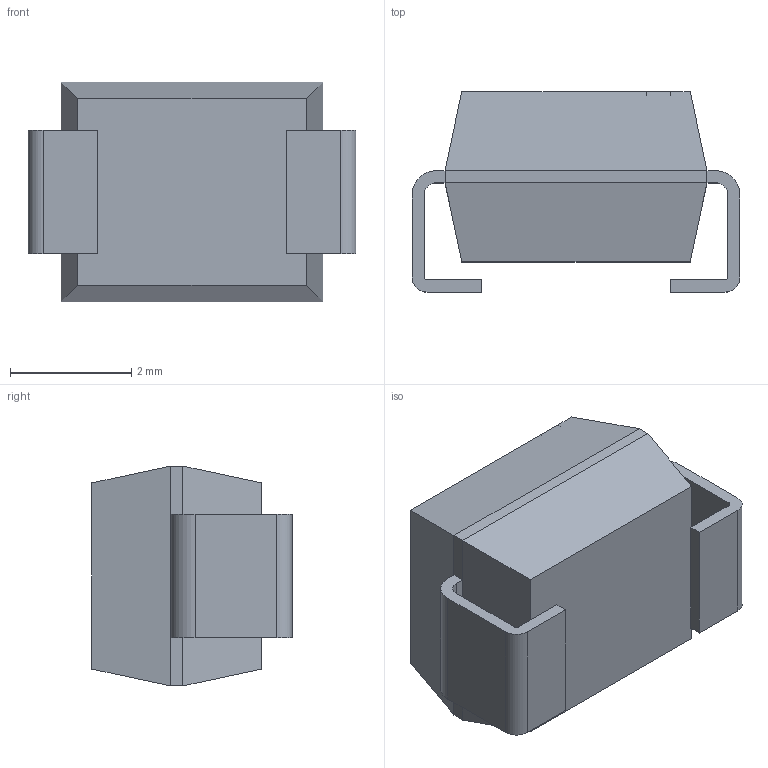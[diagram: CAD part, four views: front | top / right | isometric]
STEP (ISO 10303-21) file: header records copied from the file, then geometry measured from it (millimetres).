
FILE_DESCRIPTION (( 'STEP AP214' ), '1' );
FILE_NAME ('LSM115JE3_TR13.STEP', '2024-02-13T15:37:11', ( 'LENOVO' ), ( '' ), 'SwSTEP 2.0', 'SolidWorks 2021', '' );
FILE_SCHEMA (( 'AUTOMOTIVE_DESIGN' ));
Length unit declared in the file: millimetre
Products named in the file (1): LSM115JE3_TR13
Bounding box: 5.4 x 3.3 x 3.62 mm (x, y, z)
Volume: 40.8 mm3; surface area: 98.5 mm2
Topology: 4 solids, 4 shells, 54 faces, 126 edges, 80 vertices
Faces by surface type: plane 46, cylinder 8
Entity records: 1571 total; most frequent: CARTESIAN_POINT 261, ORIENTED_EDGE 252, DIRECTION 252, EDGE_CURVE 126, VECTOR 110, LINE 110, VERTEX_POINT 80, AXIS2_PLACEMENT_3D 71
